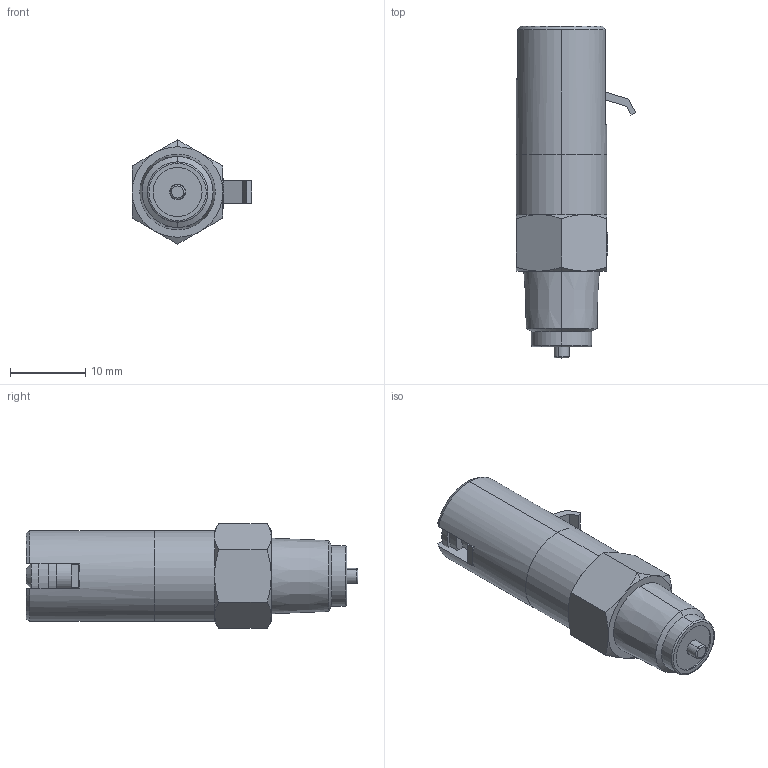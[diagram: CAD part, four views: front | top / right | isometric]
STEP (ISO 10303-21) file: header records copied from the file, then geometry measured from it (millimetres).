
FILE_DESCRIPTION (( 'STEP AP203' ), '1' );
FILE_NAME ('6001153.STEP', '2022-07-06T05:35:34', ( '' ), ( '' ), 'SwSTEP 2.0', 'SolidWorks 2016', '' );
FILE_SCHEMA (( 'CONFIG_CONTROL_DESIGN' ));
Length unit declared in the file: millimetre
Products named in the file (1): 6001153
Bounding box: 15.83 x 44 x 13.86 mm (x, y, z)
Volume: 3531.8 mm3; surface area: 4599.2 mm2
Topology: 12 solids, 12 shells, 191 faces, 433 edges, 272 vertices
Faces by surface type: cylinder 72, plane 72, cone 33, torus 8, bspline 6
Entity records: 6079 total; most frequent: CARTESIAN_POINT 1642, DIRECTION 949, ORIENTED_EDGE 866, EDGE_CURVE 433, AXIS2_PLACEMENT_3D 375, VERTEX_POINT 272, EDGE_LOOP 215, LINE 199
